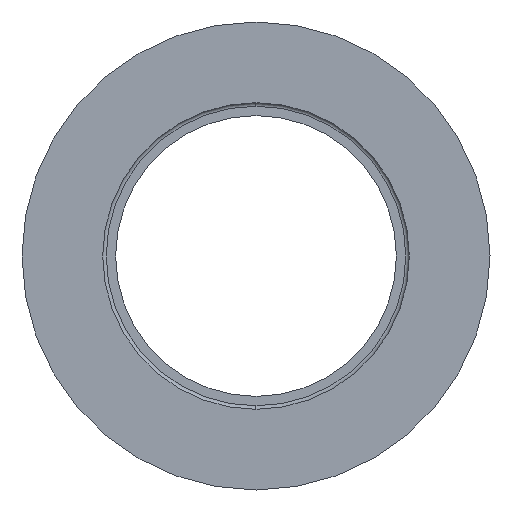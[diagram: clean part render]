
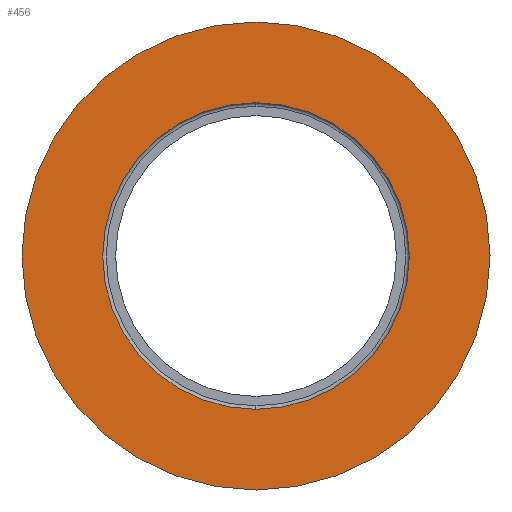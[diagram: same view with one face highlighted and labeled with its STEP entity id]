
A CAD part, left-side view. The second image highlights one B-rep face of the part: STEP entity #456.
In plain terms, the highlighted planar face has unit normal (-1, 0, 0).
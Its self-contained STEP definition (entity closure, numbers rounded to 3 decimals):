
#93 = FACE_OUTER_BOUND ( 'NONE', #13841, .T. ) ;
#456 = ADVANCED_FACE ( 'NONE', ( #5748, #93 ), #20392, .F. ) ;
#1320 = CARTESIAN_POINT ( 'NONE',  ( 0., 13.1, 0. ) ) ;
#1579 = ORIENTED_EDGE ( 'NONE', *, *, #21423, .F. ) ;
#2202 = CARTESIAN_POINT ( 'NONE',  ( 0., 0., 0. ) ) ;
#3440 = DIRECTION ( 'NONE',  ( 0., 0., -1. ) ) ;
#4324 = DIRECTION ( 'NONE',  ( 0., 0., 1. ) ) ;
#5748 = FACE_BOUND ( 'NONE', #10806, .T. ) ;
#5886 = CARTESIAN_POINT ( 'NONE',  ( 0., 0., -13.1 ) ) ;
#8829 = CARTESIAN_POINT ( 'NONE',  ( 0., 0., 0. ) ) ;
#8876 = CARTESIAN_POINT ( 'NONE',  ( 0., 0., 0. ) ) ;
#9339 = ORIENTED_EDGE ( 'NONE', *, *, #27029, .T. ) ;
#9633 = CARTESIAN_POINT ( 'NONE',  ( 0., 0., 0. ) ) ;
#10121 = VERTEX_POINT ( 'NONE', #17017 ) ;
#10806 = EDGE_LOOP ( 'NONE', ( #1579, #20664 ) ) ;
#10943 = DIRECTION ( 'NONE',  ( 0., 0., 1. ) ) ;
#10988 = DIRECTION ( 'NONE',  ( 0., 0., 1. ) ) ;
#11122 = AXIS2_PLACEMENT_3D ( 'NONE', #2202, #17092, #4324 ) ;
#11312 = EDGE_CURVE ( 'NONE', #20743, #10121, #21260, .T. ) ;
#11760 = DIRECTION ( 'NONE',  ( 0., 0., 1. ) ) ;
#12802 = ORIENTED_EDGE ( 'NONE', *, *, #11312, .T. ) ;
#12951 = AXIS2_PLACEMENT_3D ( 'NONE', #8876, #23700, #10988 ) ;
#13379 = CARTESIAN_POINT ( 'NONE',  ( 0., 0., 20. ) ) ;
#13841 = EDGE_LOOP ( 'NONE', ( #12802, #9339 ) ) ;
#16189 = DIRECTION ( 'NONE',  ( 1., 0., 0. ) ) ;
#17017 = CARTESIAN_POINT ( 'NONE',  ( 0., 0., -20. ) ) ;
#17092 = DIRECTION ( 'NONE',  ( -1., 0., 0. ) ) ;
#18792 = AXIS2_PLACEMENT_3D ( 'NONE', #9633, #24462, #11760 ) ;
#19330 = VERTEX_POINT ( 'NONE', #5886 ) ;
#20392 = PLANE ( 'NONE',  #26474 ) ;
#20664 = ORIENTED_EDGE ( 'NONE', *, *, #24968, .F. ) ;
#20743 = VERTEX_POINT ( 'NONE', #13379 ) ;
#20750 = CIRCLE ( 'NONE', #25089, 20. ) ;
#21217 = CARTESIAN_POINT ( 'NONE',  ( 0., 0., 13.1 ) ) ;
#21260 = CIRCLE ( 'NONE', #12951, 20. ) ;
#21423 = EDGE_CURVE ( 'NONE', #24524, #19330, #23493, .T. ) ;
#23493 = CIRCLE ( 'NONE', #18792, 13.1 ) ;
#23653 = DIRECTION ( 'NONE',  ( -1., 0., 0. ) ) ;
#23700 = DIRECTION ( 'NONE',  ( -1., 0., 0. ) ) ;
#24462 = DIRECTION ( 'NONE',  ( -1., 0., 0. ) ) ;
#24524 = VERTEX_POINT ( 'NONE', #21217 ) ;
#24968 = EDGE_CURVE ( 'NONE', #19330, #24524, #25329, .T. ) ;
#25089 = AXIS2_PLACEMENT_3D ( 'NONE', #8829, #23653, #10943 ) ;
#25329 = CIRCLE ( 'NONE', #11122, 13.1 ) ;
#26474 = AXIS2_PLACEMENT_3D ( 'NONE', #1320, #16189, #3440 ) ;
#27029 = EDGE_CURVE ( 'NONE', #10121, #20743, #20750, .T. ) ;
